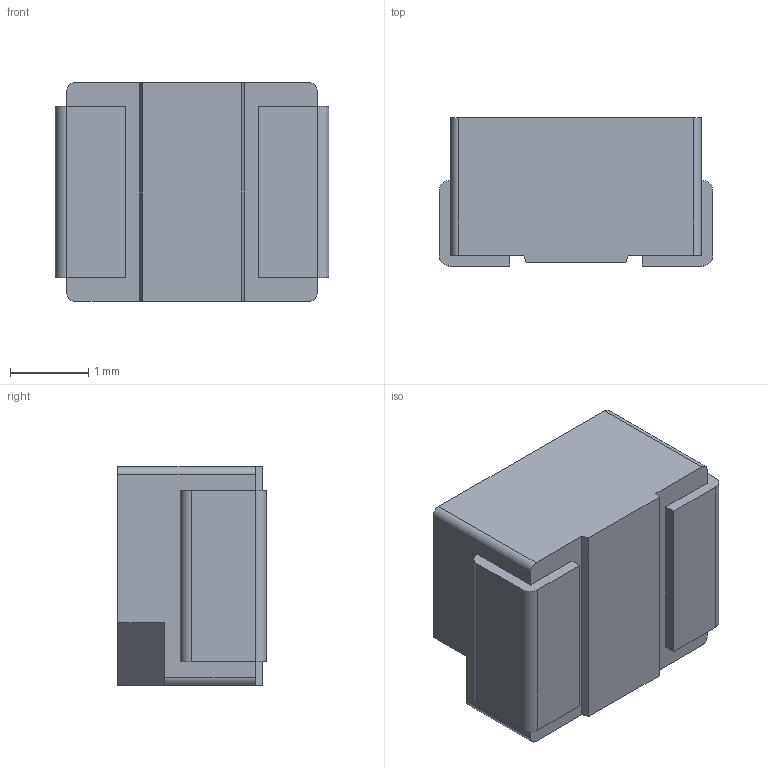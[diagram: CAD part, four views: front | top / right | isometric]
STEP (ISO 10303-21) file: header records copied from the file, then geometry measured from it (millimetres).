
FILE_DESCRIPTION (( 'STEP AP214' ), '1' );
FILE_NAME ('OF-SMD3528WC.STEP', '2022-04-21T17:51:47', ( '' ), ( '' ), 'SwSTEP 2.0', 'SolidWorks 2017', '' );
FILE_SCHEMA (( 'AUTOMOTIVE_DESIGN' ));
Length unit declared in the file: millimetre
Products named in the file (1): OF-SMD3528WC
Bounding box: 3.5 x 1.9 x 2.8 mm (x, y, z)
Volume: 17 mm3; surface area: 72.2 mm2
Topology: 4 solids, 4 shells, 43 faces, 102 edges, 68 vertices
Faces by surface type: plane 31, cylinder 8, cone 4
Entity records: 1301 total; most frequent: DIRECTION 214, CARTESIAN_POINT 214, ORIENTED_EDGE 204, EDGE_CURVE 102, VECTOR 78, LINE 78, AXIS2_PLACEMENT_3D 68, VERTEX_POINT 68
